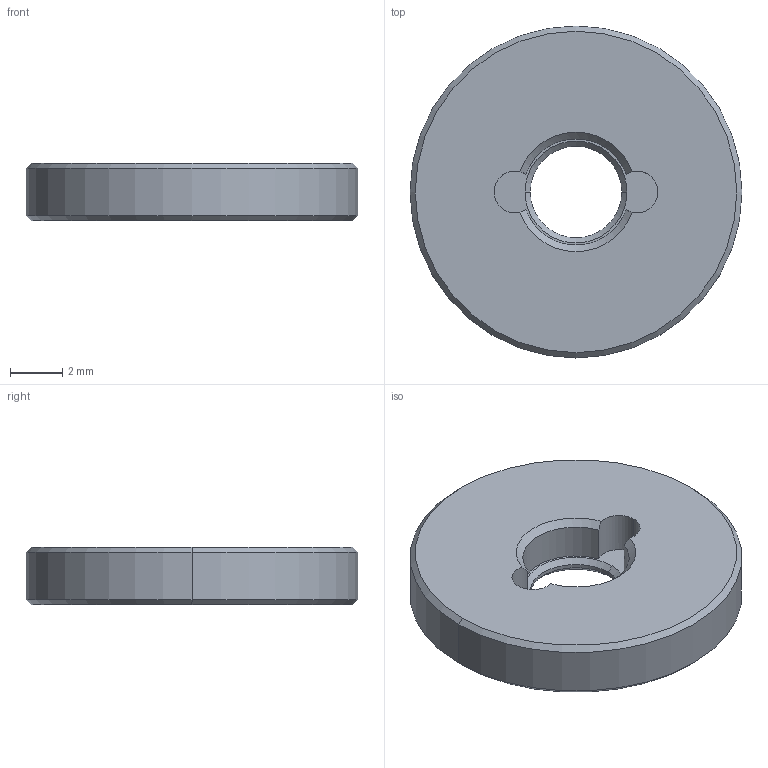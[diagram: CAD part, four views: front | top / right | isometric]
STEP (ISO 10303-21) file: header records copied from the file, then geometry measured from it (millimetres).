
FILE_DESCRIPTION (( 'STEP AP203' ), '1' );
FILE_NAME ('1.6.4.4-ZSJ-05-4.STEP', '2024-04-15T05:49:07', ( '' ), ( '' ), 'SwSTEP 2.0', 'SolidWorks 2021', '' );
FILE_SCHEMA (( 'CONFIG_CONTROL_DESIGN' ));
Length unit declared in the file: millimetre
Products named in the file (1): 1.6.4.4-ZSJ-05-4
Bounding box: 12.7 x 12.7 x 2.2 mm (x, y, z)
Volume: 244.7 mm3; surface area: 341.6 mm2
Topology: 1 solids, 1 shells, 22 faces, 49 edges, 30 vertices
Faces by surface type: cone 10, cylinder 9, plane 3
Entity records: 702 total; most frequent: DIRECTION 119, CARTESIAN_POINT 114, ORIENTED_EDGE 98, AXIS2_PLACEMENT_3D 51, EDGE_CURVE 49, VERTEX_POINT 30, CIRCLE 28, EDGE_LOOP 25
